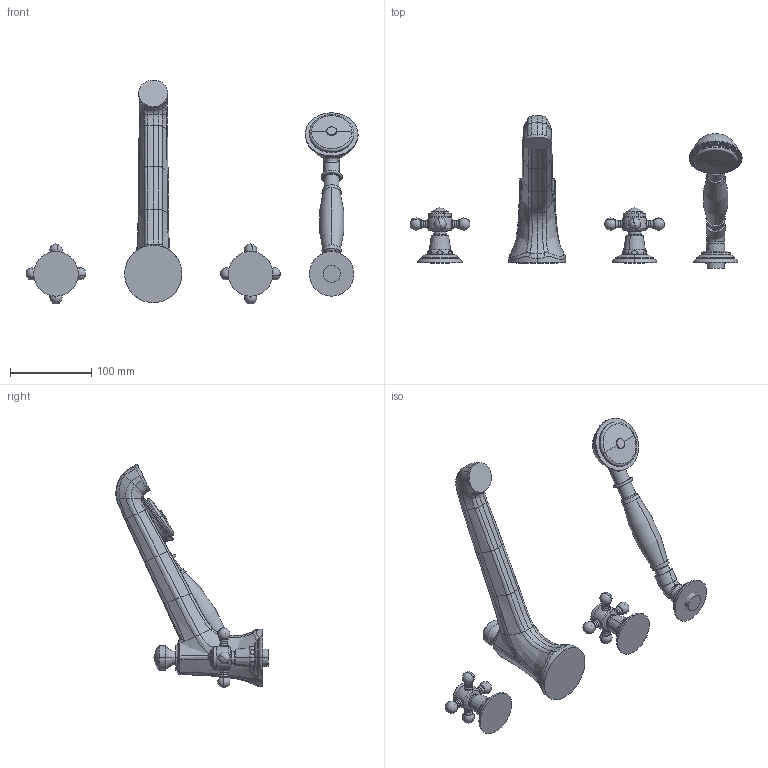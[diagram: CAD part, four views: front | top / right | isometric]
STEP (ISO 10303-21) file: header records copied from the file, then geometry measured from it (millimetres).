
FILE_DESCRIPTION (( 'STEP AP214' ), '1' );
FILE_NAME ('27502360.STEP', '2020-09-28T07:11:54', ( '' ), ( '' ), 'SwSTEP 2.0', 'SolidWorks 2020', '' );
FILE_SCHEMA (( 'AUTOMOTIVE_DESIGN' ));
Length unit declared in the file: millimetre
Products named in the file (17): Planungsmodell_Nippel-+-04.24.04.019.00-01_-_K2; Planungsmodell_Konus-+-09.30.02.005-03_-_K1; 27502360; Planungsmodell_Rosette-+-09.27.35.001-1; Planungsmodell_Griff-+-09.20.82.050.90-01_ _K1; Planungsmodell_Kuppel-+-09.26.01.064.60-01_ _K1_21x2x8; Planungsmodell_Sieb-+-09.12.01.010.90-01_ _K1; Planungsmodell_Huelse-+-09.18.40.003.90-01_K1; Planungsmodell_Handbrause-+-04.12.09.004.36-1_ _PDB_04120900436-00; Planungsmodell_Griff-+-04.20.36.002.07-02_ _K1; Knopf-+-09.20.36.030.90-01_-_K1; Haube-+-09.21.02.055.90-01_-_K1; Planungsmodell_Rosette-+-09.27.35.002-1; Planungsmodell_Auslauf-+-09.11.36.021.90-01; Planungsmodell_Griff-+-04.20.36.002.07-01_ _K1; Planungsmodell_Handbrause-+-04.12.09.004.36-01_ _K1
Assembly tree (20 placements, depth 3):
  27502360
    Planungsmodell_Auslauf-+-09.11.36.021.90-01
    Knopf-+-09.20.36.030.90-01_-_K1
    Planungsmodell_Rosette-+-09.27.35.001-1  x2
    Haube-+-09.21.02.055.90-01_-_K1  x2
    Planungsmodell_Griff-+-04.20.36.002.07-02_ _K1
      Planungsmodell_Griff-+-04.20.36.002.07-01_ _K1
      Planungsmodell_Kuppel-+-09.26.01.064.60-01_ _K1_21x2x8
    Planungsmodell_Griff-+-04.20.36.002.07-02_ _K1
      Planungsmodell_Griff-+-04.20.36.002.07-01_ _K1
      Planungsmodell_Kuppel-+-09.26.01.064.60-01_ _K1_21x2x8
    Planungsmodell_Konus-+-09.30.02.005-03_-_K1
    Planungsmodell_Huelse-+-09.18.40.003.90-01_K1
    Planungsmodell_Nippel-+-04.24.04.019.00-01_-_K2
    Planungsmodell_Handbrause-+-04.12.09.004.36-1_ _PDB_04120900436-00
      Planungsmodell_Handbrause-+-04.12.09.004.36-01_ _K1
      Planungsmodell_Griff-+-09.20.82.050.90-01_ _K1
      Planungsmodell_Sieb-+-09.12.01.010.90-01_ _K1
    Planungsmodell_Rosette-+-09.27.35.002-1
Bounding box: 409.5 x 187.91 x 276.05 mm (x, y, z)
Volume: 787134.4 mm3; surface area: 132418.1 mm2
Topology: 17 solids, 25 shells, 512 faces, 1110 edges, 644 vertices
Faces by surface type: bspline 161, cone 90, torus 82, cylinder 82, plane 74, sphere 23
Entity records: 19167 total; most frequent: CARTESIAN_POINT 11170, ORIENTED_EDGE 1638, DIRECTION 1236, EDGE_CURVE 819, AXIS2_PLACEMENT_3D 563, VERTEX_POINT 482, EDGE_LOOP 419, ADVANCED_FACE 395
